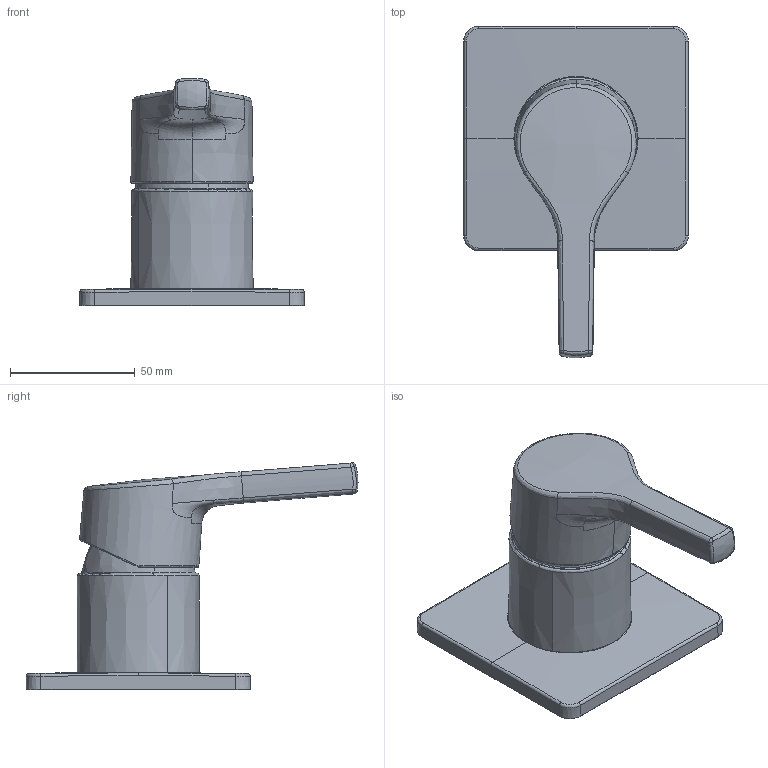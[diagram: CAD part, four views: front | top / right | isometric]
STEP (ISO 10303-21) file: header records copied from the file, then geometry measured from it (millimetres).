
FILE_DESCRIPTION (( 'STEP AP203' ), '1' );
FILE_NAME ('3983H(2018)+50789003.STEP', '2018-07-13T06:44:39', ( '' ), ( '' ), 'SwSTEP 2.0', 'SolidWorks 2016', '' );
FILE_SCHEMA (( 'CONFIG_CONTROL_DESIGN' ));
Length unit declared in the file: millimetre
Products named in the file (1): 3983H(2018)+50789003
Bounding box: 90 x 133.06 x 90.99 mm (x, y, z)
Volume: 206367.4 mm3; surface area: 33177.9 mm2
Topology: 1 solids, 1 shells, 93 faces, 230 edges, 141 vertices
Faces by surface type: bspline 48, cylinder 14, torus 12, plane 9, cone 6, sphere 4
Entity records: 9347 total; most frequent: CARTESIAN_POINT 7439, ORIENTED_EDGE 460, DIRECTION 280, EDGE_CURVE 230, VERTEX_POINT 141, AXIS2_PLACEMENT_3D 125, B_SPLINE_CURVE_WITH_KNOTS 107, EDGE_LOOP 95
